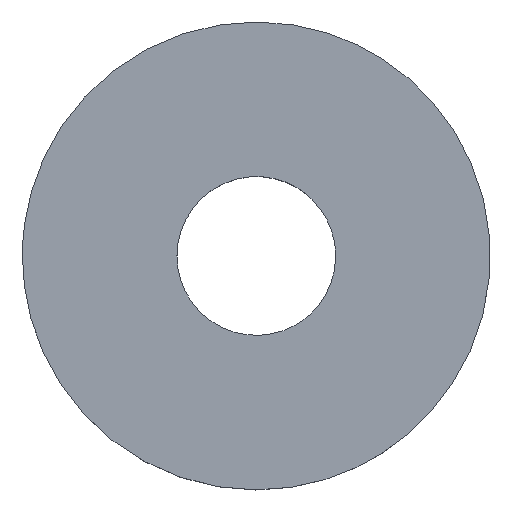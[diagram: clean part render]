
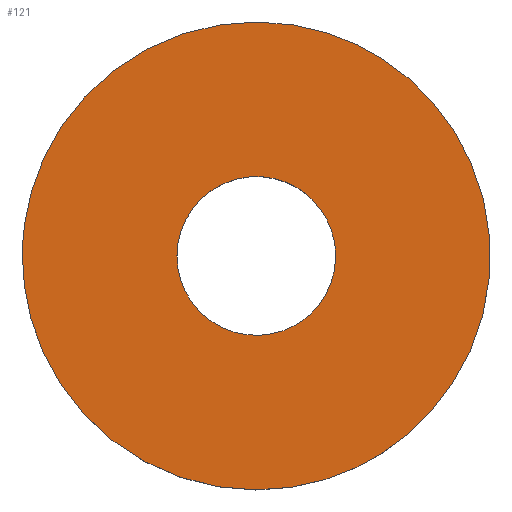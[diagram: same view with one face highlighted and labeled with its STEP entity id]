
A CAD part, top view. The second image highlights one B-rep face of the part: STEP entity #121.
In plain terms, the highlighted free-form (B-spline) face has degree [1, 1] with [2, 2] control points.
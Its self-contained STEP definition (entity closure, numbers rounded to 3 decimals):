
#22 = VERTEX_POINT('',#23);
#23 = CARTESIAN_POINT('',(-6.229,0.,
    3.934));
#41 = EDGE_CURVE('',#22,#22,#42,.T.);
#42 = ( BOUNDED_CURVE() B_SPLINE_CURVE(2,(#43,#44,#45,#46,#47,#48,#49),
.UNSPECIFIED.,.T.,.F.) B_SPLINE_CURVE_WITH_KNOTS((3,2,2,3),(
    3.142,5.236,7.33,9.425),
.PIECEWISE_BEZIER_KNOTS.) CURVE() GEOMETRIC_REPRESENTATION_ITEM() 
RATIONAL_B_SPLINE_CURVE((1.,0.5,1.,0.5,1.,0.5,1.)) REPRESENTATION_ITEM(
  '') );
#43 = CARTESIAN_POINT('',(-6.229,0.,
    3.934));
#44 = CARTESIAN_POINT('',(-6.229,10.788,3.934
    ));
#45 = CARTESIAN_POINT('',(3.114,5.394,3.934)
  );
#46 = CARTESIAN_POINT('',(12.457,0.,
    3.934));
#47 = CARTESIAN_POINT('',(3.114,-5.394,3.934)
  );
#48 = CARTESIAN_POINT('',(-6.229,-10.788,3.934
    ));
#49 = CARTESIAN_POINT('',(-6.229,0.,
    3.934));
#73 = EDGE_CURVE('',#74,#74,#76,.T.);
#74 = VERTEX_POINT('',#75);
#75 = CARTESIAN_POINT('',(-18.358,0.,
    3.934));
#76 = ( BOUNDED_CURVE() B_SPLINE_CURVE(2,(#77,#78,#79,#80,#81,#82,#83),
.UNSPECIFIED.,.T.,.F.) B_SPLINE_CURVE_WITH_KNOTS((3,2,2,3),(
    3.142,5.236,7.33,9.425),
.PIECEWISE_BEZIER_KNOTS.) CURVE() GEOMETRIC_REPRESENTATION_ITEM() 
RATIONAL_B_SPLINE_CURVE((1.,0.5,1.,0.5,1.,0.5,1.)) REPRESENTATION_ITEM(
  '') );
#77 = CARTESIAN_POINT('',(-18.358,0.,
    3.934));
#78 = CARTESIAN_POINT('',(-18.358,-31.797,3.934)
  );
#79 = CARTESIAN_POINT('',(9.179,-15.899,3.934)
  );
#80 = CARTESIAN_POINT('',(36.716,0.,
    3.934));
#81 = CARTESIAN_POINT('',(9.179,15.899,3.934)
  );
#82 = CARTESIAN_POINT('',(-18.358,31.797,3.934)
  );
#83 = CARTESIAN_POINT('',(-18.358,0.,
    3.934));
#121 = ADVANCED_FACE('',(#122,#125),#128,.T.);
#122 = FACE_BOUND('',#123,.T.);
#123 = EDGE_LOOP('',(#124));
#124 = ORIENTED_EDGE('',*,*,#73,.T.);
#125 = FACE_BOUND('',#126,.T.);
#126 = EDGE_LOOP('',(#127));
#127 = ORIENTED_EDGE('',*,*,#41,.T.);
#128 = B_SPLINE_SURFACE_WITH_KNOTS('',1,1,(
    (#129,#130)
    ,(#131,#132
    )),.UNSPECIFIED.,.F.,.F.,.F.,(2,2),(2,2),(-14.,14.),(-14.,14.),
  .PIECEWISE_BEZIER_KNOTS.);
#129 = CARTESIAN_POINT('',(-18.358,-18.358,3.934)
  );
#130 = CARTESIAN_POINT('',(-18.358,18.358,3.934
    ));
#131 = CARTESIAN_POINT('',(18.358,-18.358,3.934
    ));
#132 = CARTESIAN_POINT('',(18.358,18.358,
    3.934));
